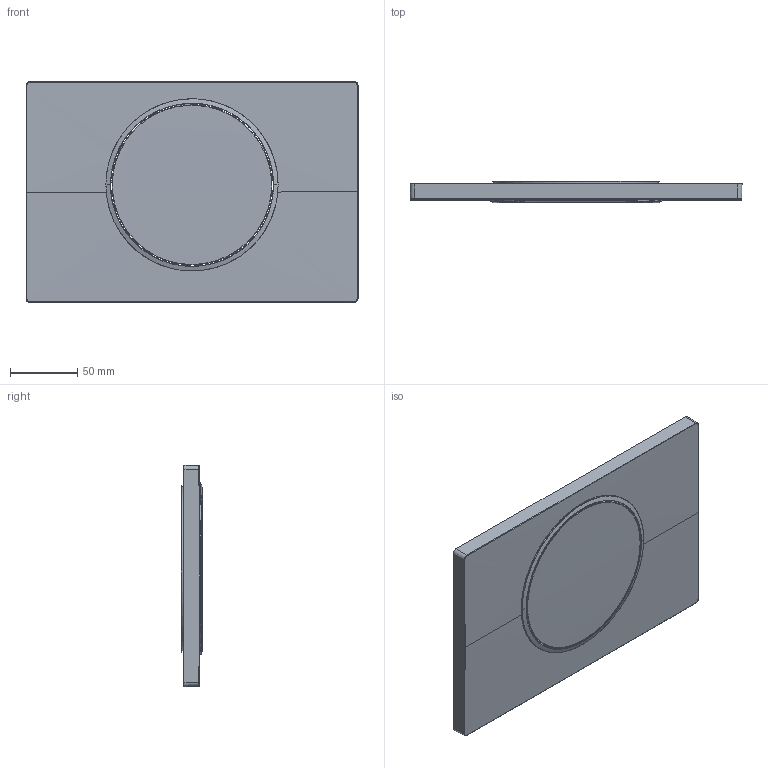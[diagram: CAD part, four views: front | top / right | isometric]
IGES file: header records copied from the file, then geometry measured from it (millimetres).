
Global section: file name: 115758; native system: Autodesk Inventor 2018; preprocessor: unknown; author: JANAN; date: 20211008.093456; units: millimetre
Bounding box: 246 x 16 x 164 mm (x, y, z)
Volume: 128735.7 mm3; surface area: 117963.4 mm2
Topology: 3 solids, 3 shells, 60 faces, 169 edges, 114 vertices
Faces by surface type: bspline 60
